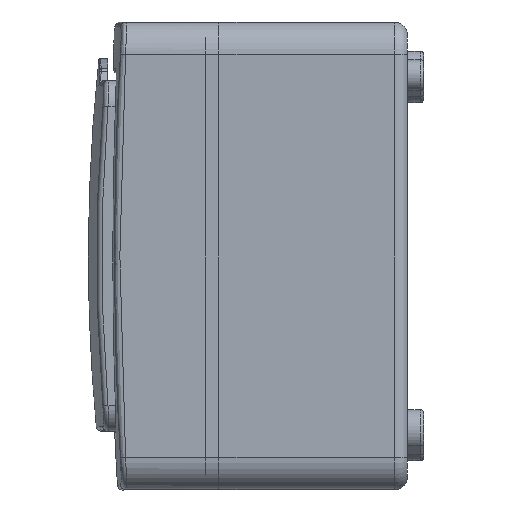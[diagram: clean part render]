
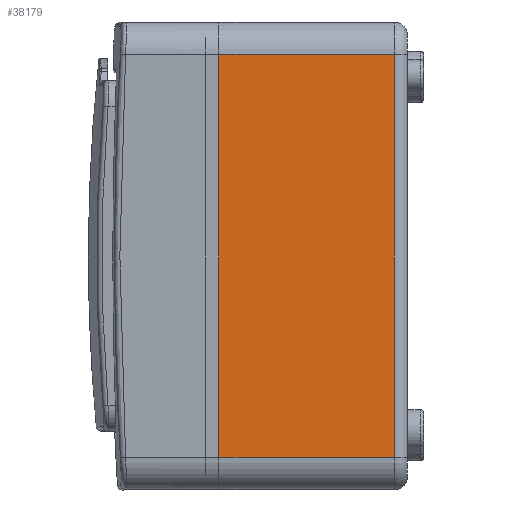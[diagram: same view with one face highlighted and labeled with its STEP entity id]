
A CAD part, left-side view. The second image highlights one B-rep face of the part: STEP entity #38179.
In plain terms, the highlighted planar face has unit normal (-1, 0, 0).
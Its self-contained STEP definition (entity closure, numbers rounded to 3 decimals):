
#1455 = ORIENTED_EDGE ( 'NONE', *, *, #20536, .T. ) ;
#2037 = VECTOR ( 'NONE', #18392, 1000. ) ;
#2521 = CARTESIAN_POINT ( 'NONE',  ( -182., 29., -31. ) ) ;
#3093 = DIRECTION ( 'NONE',  ( 0., 0., -1. ) ) ;
#3927 = AXIS2_PLACEMENT_3D ( 'NONE', #17251, #31555, #3093 ) ;
#4037 = VERTEX_POINT ( 'NONE', #19966 ) ;
#4796 = VECTOR ( 'NONE', #22611, 1000. ) ;
#7446 = VECTOR ( 'NONE', #12322, 1000. ) ;
#7948 = EDGE_CURVE ( 'NONE', #51120, #20026, #50823, .T. ) ;
#9017 = ORIENTED_EDGE ( 'NONE', *, *, #24173, .T. ) ;
#9752 = FACE_OUTER_BOUND ( 'NONE', #27534, .T. ) ;
#12322 = DIRECTION ( 'NONE',  ( 0., -1., 0. ) ) ;
#17251 = CARTESIAN_POINT ( 'NONE',  ( -182., 29., 36. ) ) ;
#18392 = DIRECTION ( 'NONE',  ( 0., 0., 1. ) ) ;
#19966 = CARTESIAN_POINT ( 'NONE',  ( -182., 2., -31. ) ) ;
#20026 = VERTEX_POINT ( 'NONE', #46049 ) ;
#20536 = EDGE_CURVE ( 'NONE', #21630, #20026, #52732, .T. ) ;
#21630 = VERTEX_POINT ( 'NONE', #60858 ) ;
#22611 = DIRECTION ( 'NONE',  ( 0., 0., 1. ) ) ;
#22921 = ORIENTED_EDGE ( 'NONE', *, *, #7948, .F. ) ;
#24173 = EDGE_CURVE ( 'NONE', #51120, #4037, #48141, .T. ) ;
#27534 = EDGE_LOOP ( 'NONE', ( #9017, #45567, #1455, #22921 ) ) ;
#29204 = CARTESIAN_POINT ( 'NONE',  ( -182., 29., -31. ) ) ;
#31555 = DIRECTION ( 'NONE',  ( 1., 0., 0. ) ) ;
#38179 = ADVANCED_FACE ( 'NONE', ( #9752 ), #40790, .F. ) ;
#38836 = VECTOR ( 'NONE', #49797, 1000. ) ;
#40790 = PLANE ( 'NONE',  #3927 ) ;
#41936 = CARTESIAN_POINT ( 'NONE',  ( -182., 29., 36. ) ) ;
#42607 = LINE ( 'NONE', #50753, #4796 ) ;
#45122 = CARTESIAN_POINT ( 'NONE',  ( -182., 29., 31. ) ) ;
#45567 = ORIENTED_EDGE ( 'NONE', *, *, #50890, .T. ) ;
#46049 = CARTESIAN_POINT ( 'NONE',  ( -182., 29., 31. ) ) ;
#48141 = LINE ( 'NONE', #2521, #7446 ) ;
#49797 = DIRECTION ( 'NONE',  ( 0., 1., 0. ) ) ;
#50753 = CARTESIAN_POINT ( 'NONE',  ( -182., 2., 36. ) ) ;
#50823 = LINE ( 'NONE', #41936, #2037 ) ;
#50890 = EDGE_CURVE ( 'NONE', #4037, #21630, #42607, .T. ) ;
#51120 = VERTEX_POINT ( 'NONE', #29204 ) ;
#52732 = LINE ( 'NONE', #45122, #38836 ) ;
#60858 = CARTESIAN_POINT ( 'NONE',  ( -182., 2., 31. ) ) ;
